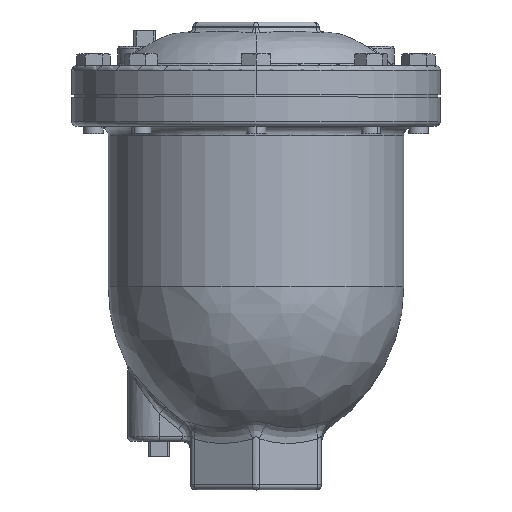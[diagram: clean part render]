
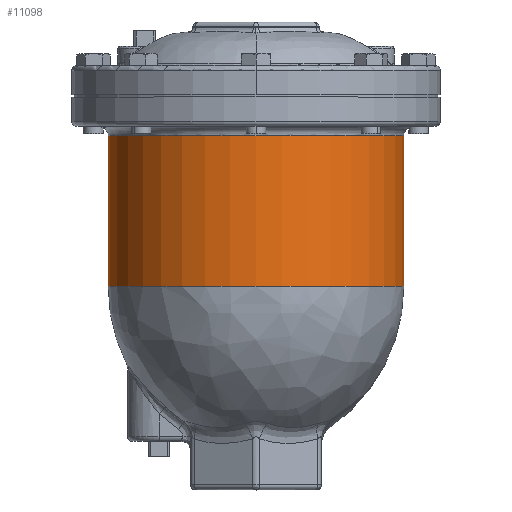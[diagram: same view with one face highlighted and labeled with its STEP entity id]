
A CAD part, top view. The second image highlights one B-rep face of the part: STEP entity #11098.
In plain terms, the highlighted cylindrical face has radius 96.838 mm (diameter 193.675 mm), a partial arc.
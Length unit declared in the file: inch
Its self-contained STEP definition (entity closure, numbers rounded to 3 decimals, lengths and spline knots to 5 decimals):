
#1996=CARTESIAN_POINT('',(0.,9.125,0.));
#1997=DIRECTION('',(0.,-1.,0.));
#1998=DIRECTION('',(1.,0.,0.));
#1999=AXIS2_PLACEMENT_3D('',#1996,#1997,#1998);
#2078=DIRECTION('',(0.,1.,0.));
#2079=VECTOR('',#2078,3.875);
#2080=CARTESIAN_POINT('',(3.8125,5.25,0.));
#2081=LINE('',#2080,#2079);
#2082=CARTESIAN_POINT('',(0.,5.25,0.));
#2083=DIRECTION('',(0.,-1.,0.));
#2084=DIRECTION('',(1.,0.,0.));
#2085=AXIS2_PLACEMENT_3D('',#2082,#2083,#2084);
#2087=DIRECTION('',(0.,1.,0.));
#2088=VECTOR('',#2087,3.875);
#2089=CARTESIAN_POINT('',(-3.8125,5.25,0.));
#2090=LINE('',#2089,#2088);
#9860=CARTESIAN_POINT('',(3.8125,5.25,0.));
#9861=CARTESIAN_POINT('',(3.8125,9.125,0.));
#9862=VERTEX_POINT('',#9860);
#9863=VERTEX_POINT('',#9861);
#9872=CARTESIAN_POINT('',(-3.8125,9.125,0.));
#9873=VERTEX_POINT('',#9872);
#9874=CARTESIAN_POINT('',(-3.8125,5.25,0.));
#9875=VERTEX_POINT('',#9874);
#11084=CARTESIAN_POINT('',(0.,0.38863,0.));
#11085=DIRECTION('',(0.,1.,0.));
#11086=DIRECTION('',(1.,0.,0.));
#11087=AXIS2_PLACEMENT_3D('',#11084,#11085,#11086);
#11088=CYLINDRICAL_SURFACE('',#11087,3.8125);
#11090=ORIENTED_EDGE('',*,*,#11089,.F.);
#11092=ORIENTED_EDGE('',*,*,#11091,.T.);
#11094=ORIENTED_EDGE('',*,*,#11093,.T.);
#11095=ORIENTED_EDGE('',*,*,#10918,.F.);
#11096=EDGE_LOOP('',(#11090,#11092,#11094,#11095));
#11097=FACE_OUTER_BOUND('',#11096,.F.);
#2000=CIRCLE('',#1999,3.8125);
#2086=CIRCLE('',#2085,3.8125);
#10918=EDGE_CURVE('',#9863,#9873,#2000,.T.);
#11089=EDGE_CURVE('',#9862,#9863,#2081,.T.);
#11091=EDGE_CURVE('',#9862,#9875,#2086,.T.);
#11093=EDGE_CURVE('',#9875,#9873,#2090,.T.);
#11098=ADVANCED_FACE('',(#11097),#11088,.T.);
